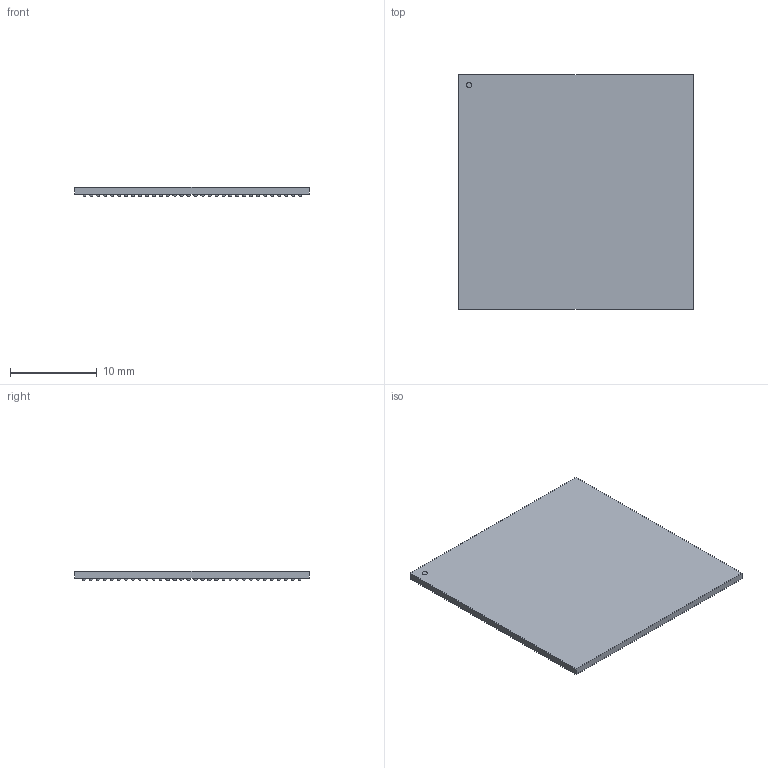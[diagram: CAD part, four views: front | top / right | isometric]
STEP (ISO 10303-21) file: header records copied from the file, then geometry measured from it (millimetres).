
FILE_DESCRIPTION(/* description */ ('','CAx-IF Rec.Pracs.---Representation and Presentation of Product Manufacturing Information (PMI)---4.0---2014-10-13'),/* implementation_level */ '2;1');
FILE_NAME(/* name */ 'LFE5U-85F-BG756.step',/* time_stamp */ '2025-04-13T15:37:44+02:00',/* author */ (''),/* organization */ (''),/* preprocessor_version */ 'ST-DEVELOPER v20',/* originating_system */ 'Autodesk Translation Framework v13.20.0.188',/* authorisation */ '');
FILE_SCHEMA (('AP242_MANAGED_MODEL_BASED_3D_ENGINEERING_MIM_LF { 1 0 10303 442 1 1 4 }'));
Length unit declared in the file: millimetre
Products named in the file (1): LFE5U-custom
Bounding box: 27 x 27 x 1.1 mm (x, y, z)
Volume: 608.5 mm3; surface area: 1925 mm2
Topology: 758 solids, 758 shells, 765 faces, 2283 edges, 1522 vertices
Faces by surface type: sphere 756, plane 8, cylinder 1
Full cylindrical faces by diameter (mm): 0.6 x1
Entity records: 17652 total; most frequent: DIRECTION 3061, CARTESIAN_POINT 3059, ORIENTED_EDGE 1542, AXIS2_PLACEMENT_3D 1524, VERTEX_POINT 1522, EDGE_CURVE 771, FACE_OUTER_BOUND 765, EDGE_LOOP 765
